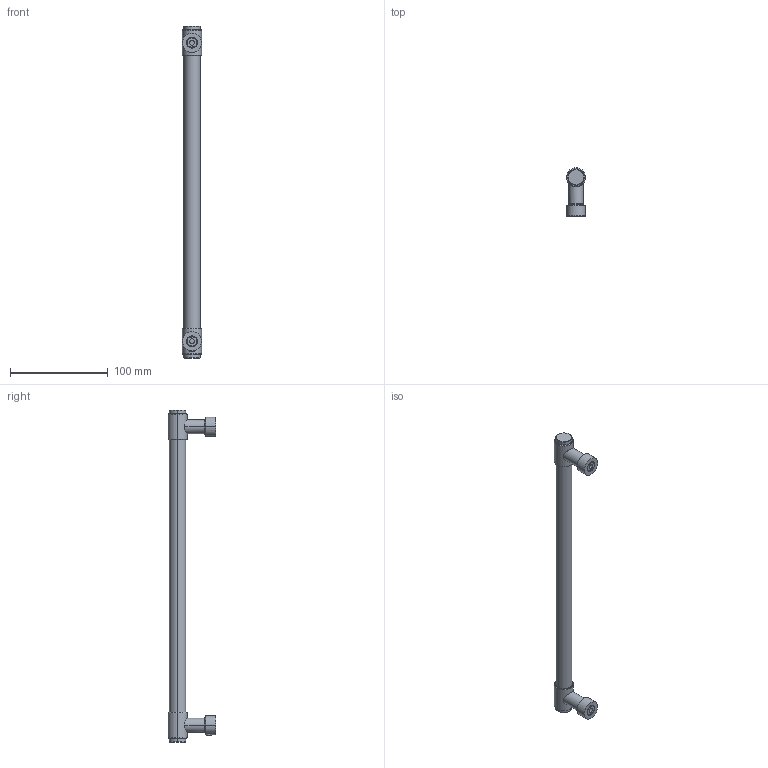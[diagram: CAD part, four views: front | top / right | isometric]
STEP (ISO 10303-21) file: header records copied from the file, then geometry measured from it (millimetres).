
FILE_DESCRIPTION(('Creo Elements/Direct Modeling STEP Export'),'2;1');
FILE_NAME('2615-339.stp','2023-06-28T10:56:02',(''),(''),'Creo Elements/Direct Modeling STEP processor for AP214 (Solid Model)','Creo Elements/Direct Modeling 20.0 12-Nov-2016 (C) Parametric Technology GmbH','');
FILE_SCHEMA(('AUTOMOTIVE_DESIGN { 1 0 10303 214 1 1 1 1 }'));
Length unit declared in the file: millimetre
Products named in the file (8): Ring; Fuss; Schraube_M_6x12_DIN_6912.1.1; Montageteil; D914M5X6S1.1; AL-11960.1; AL-11958; AL-11957
Assembly tree (8 placements, depth 3):
  AL-11957
    AL-11958
    AL-11960.1  x2
      D914M5X6S1.1
      Montageteil
      Schraube_M_6x12_DIN_6912.1.1
      Fuss
      Ring
Bounding box: 19.5 x 49 x 339 mm (x, y, z)
Volume: 87397.3 mm3; surface area: 33487.4 mm2
Topology: 11 solids, 11 shells, 180 faces, 406 edges, 252 vertices
Faces by surface type: cylinder 68, plane 60, cone 40, torus 8, bspline 4
Entity records: 6914 total; most frequent: CARTESIAN_POINT 4514, ORIENTED_EDGE 444, DIRECTION 410, EDGE_CURVE 222, AXIS2_PLACEMENT_3D 154, VERTEX_POINT 140, EDGE_LOOP 114, VECTOR 102
